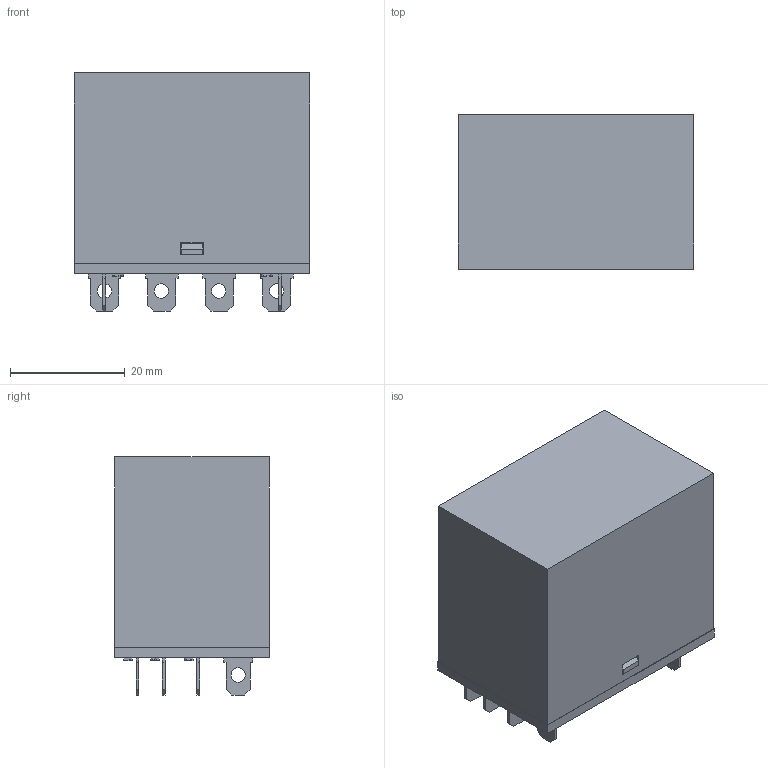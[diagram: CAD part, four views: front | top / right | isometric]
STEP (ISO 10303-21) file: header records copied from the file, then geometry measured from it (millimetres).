
FILE_DESCRIPTION (( 'STEP AP214' ), '1' );
FILE_NAME ('68A4Z.STEP', '2021-05-28T05:30:17', ( '' ), ( '' ), 'SwSTEP 2.0', 'SolidWorks 2019', '' );
FILE_SCHEMA (( 'AUTOMOTIVE_DESIGN' ));
Length unit declared in the file: millimetre
Products named in the file (1): 68A4Z
Bounding box: 41.1 x 27.1 x 41.5 mm (x, y, z)
Volume: 38884.2 mm3; surface area: 8050.3 mm2
Topology: 1 solids, 1 shells, 486 faces, 1307 edges, 870 vertices
Faces by surface type: plane 320, bspline 126, cylinder 36, torus 4
Entity records: 21775 total; most frequent: CARTESIAN_POINT 10298, ORIENTED_EDGE 2614, DIRECTION 1845, EDGE_CURVE 1307, VECTOR 959, LINE 959, VERTEX_POINT 870, EDGE_LOOP 561
